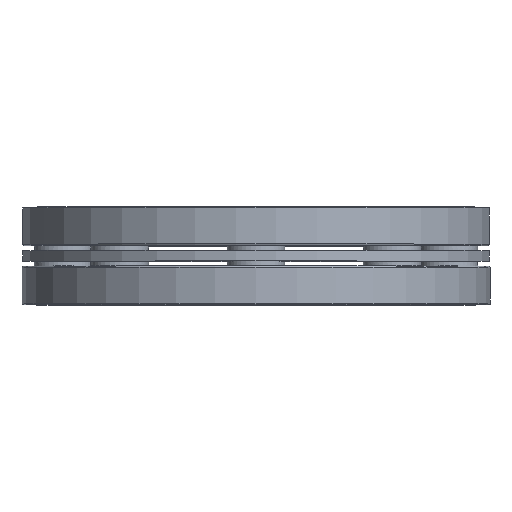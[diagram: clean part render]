
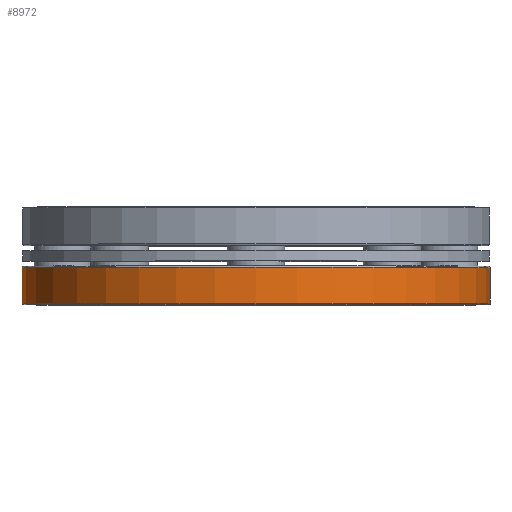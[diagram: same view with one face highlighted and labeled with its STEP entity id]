
A CAD part, top view. The second image highlights one B-rep face of the part: STEP entity #8972.
In plain terms, the highlighted cylindrical face has radius 85 mm (diameter 170 mm), a full revolution.
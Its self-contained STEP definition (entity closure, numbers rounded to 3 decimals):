
#494=CYLINDRICAL_SURFACE('',#9681,85.);
#1530=ORIENTED_EDGE('',*,*,#2494,.T.);
#1531=ORIENTED_EDGE('',*,*,#2454,.T.);
#2454=EDGE_CURVE('',#4344,#4344,#2962,.T.);
#2494=EDGE_CURVE('',#4372,#4372,#3002,.F.);
#2962=CIRCLE('',#9602,85.);
#3002=CIRCLE('',#9682,85.);
#3605=EDGE_LOOP('',(#1530));
#3606=EDGE_LOOP('',(#1531));
#4344=VERTEX_POINT('',#13148);
#4372=VERTEX_POINT('',#13256);
#4997=FACE_BOUND('',#3605,.T.);
#4998=FACE_BOUND('',#3606,.T.);
#8972=ADVANCED_FACE('',(#4997,#4998),#494,.T.);
#9602=AXIS2_PLACEMENT_3D('',#13147,#11085,#11086);
#9681=AXIS2_PLACEMENT_3D('',#13254,#11243,#11244);
#9682=AXIS2_PLACEMENT_3D('',#13255,#11245,#11246);
#11085=DIRECTION('',(0.,1.,0.));
#11086=DIRECTION('',(0.,0.,1.));
#11243=DIRECTION('',(0.,-1.,0.));
#11244=DIRECTION('',(0.,0.,-1.));
#11245=DIRECTION('',(0.,1.,0.));
#11246=DIRECTION('',(0.,0.,1.));
#13147=CARTESIAN_POINT('',(0.,0.3,0.));
#13148=CARTESIAN_POINT('',(0.,0.3,85.));
#13254=CARTESIAN_POINT('',(0.,14.,0.));
#13255=CARTESIAN_POINT('',(0.,13.5,0.));
#13256=CARTESIAN_POINT('',(0.,13.5,85.));
